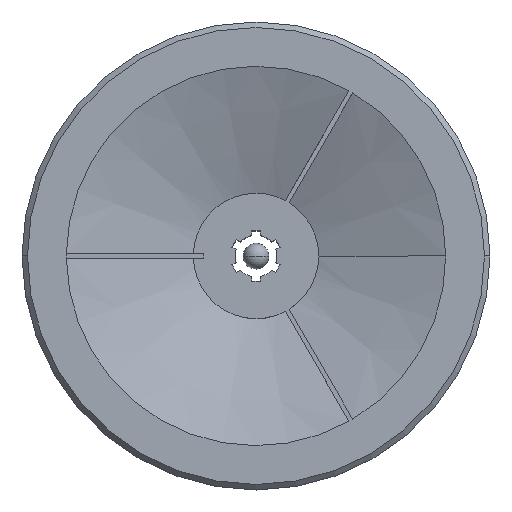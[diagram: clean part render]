
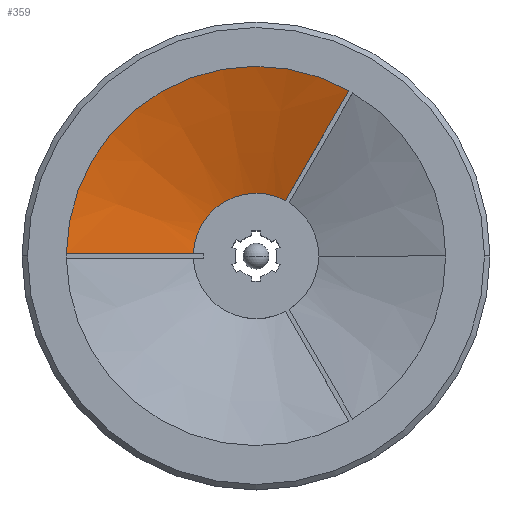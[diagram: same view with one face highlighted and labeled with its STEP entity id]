
A CAD part, top view. The second image highlights one B-rep face of the part: STEP entity #359.
In plain terms, the highlighted conical face has half-angle 70.032 degrees and reference radius 57.165 mm.
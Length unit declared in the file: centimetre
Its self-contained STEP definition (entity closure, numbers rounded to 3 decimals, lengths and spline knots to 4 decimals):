
#303 = CARTESIAN_POINT ( 'NONE',  ( -17.2877, 0.2, -21. ) ) ;
#336 = FACE_OUTER_BOUND ( 'NONE', #2315, .T. ) ;
#350 = VERTEX_POINT ( 'NONE', #6967 ) ;
#359 = ADVANCED_FACE ( 'NONE', ( #336 ), #6476, .F. ) ;
#630 = AXIS2_PLACEMENT_3D ( 'NONE', #4411, #4291, #1109 ) ;
#631 = VERTEX_POINT ( 'NONE', #8523 ) ;
#897 = EDGE_CURVE ( 'NONE', #6312, #350, #7174, .T. ) ;
#1109 = DIRECTION ( 'NONE',  ( 1., 0., 0. ) ) ;
#1323 = B_SPLINE_CURVE_WITH_KNOTS ( 'NONE', 3,
 ( #4132, #4728, #6673, #4820 ),
 .UNSPECIFIED., .F., .F.,
 ( 4, 4 ),
 ( 0.0971, 0.2203 ),
 .UNSPECIFIED. ) ;
#1360 = DIRECTION ( 'NONE',  ( 0., 0., 1. ) ) ;
#1990 = B_SPLINE_CURVE_WITH_KNOTS ( 'NONE', 3,
 ( #303, #4997, #7620, #2263 ),
 .UNSPECIFIED., .F., .F.,
 ( 4, 4 ),
 ( 0.0841, 0.2073 ),
 .UNSPECIFIED. ) ;
#2042 = EDGE_CURVE ( 'NONE', #6312, #4720, #1323, .T. ) ;
#2263 = CARTESIAN_POINT ( 'NONE',  ( -5.713, 0.2, -25.2046 ) ) ;
#2315 = EDGE_LOOP ( 'NONE', ( #6023, #7345, #2800, #2827 ) ) ;
#2515 = CIRCLE ( 'NONE', #5292, 5.7165 ) ;
#2800 = ORIENTED_EDGE ( 'NONE', *, *, #3461, .F. ) ;
#2827 = ORIENTED_EDGE ( 'NONE', *, *, #2042, .F. ) ;
#3461 = EDGE_CURVE ( 'NONE', #4720, #631, #2515, .T. ) ;
#3895 = CARTESIAN_POINT ( 'NONE',  ( 8.4706, 15.0716, -21. ) ) ;
#3920 = CARTESIAN_POINT ( 'NONE',  ( 0., 0., -21. ) ) ;
#3982 = DIRECTION ( 'NONE',  ( -1., 0., 0. ) ) ;
#4132 = CARTESIAN_POINT ( 'NONE',  ( 8.4706, 15.0716, -21. ) ) ;
#4291 = DIRECTION ( 'NONE',  ( 0., 0., 1. ) ) ;
#4411 = CARTESIAN_POINT ( 'NONE',  ( 0., 0., -25.2046 ) ) ;
#4720 = VERTEX_POINT ( 'NONE', #5533 ) ;
#4728 = CARTESIAN_POINT ( 'NONE',  ( 6.5416, 11.7303, -22.4017 ) ) ;
#4820 = CARTESIAN_POINT ( 'NONE',  ( 2.6833, 5.0476, -25.2046 ) ) ;
#4997 = CARTESIAN_POINT ( 'NONE',  ( -13.4295, 0.2, -22.4017 ) ) ;
#5292 = AXIS2_PLACEMENT_3D ( 'NONE', #8042, #7909, #3982 ) ;
#5533 = CARTESIAN_POINT ( 'NONE',  ( 2.6833, 5.0476, -25.2046 ) ) ;
#6023 = ORIENTED_EDGE ( 'NONE', *, *, #897, .T. ) ;
#6312 = VERTEX_POINT ( 'NONE', #3895 ) ;
#6476 = CONICAL_SURFACE ( 'NONE', #630, 5.7165, 1.222 ) ;
#6673 = CARTESIAN_POINT ( 'NONE',  ( 4.6125, 8.3891, -23.8036 ) ) ;
#6967 = CARTESIAN_POINT ( 'NONE',  ( -17.2877, 0.2, -21. ) ) ;
#7032 = AXIS2_PLACEMENT_3D ( 'NONE', #3920, #1360, #7209 ) ;
#7174 = CIRCLE ( 'NONE', #7032, 17.2888 ) ;
#7209 = DIRECTION ( 'NONE',  ( 1., 0., 0. ) ) ;
#7345 = ORIENTED_EDGE ( 'NONE', *, *, #8024, .T. ) ;
#7620 = CARTESIAN_POINT ( 'NONE',  ( -9.5714, 0.2, -23.8036 ) ) ;
#7909 = DIRECTION ( 'NONE',  ( 0., 0., 1. ) ) ;
#8024 = EDGE_CURVE ( 'NONE', #350, #631, #1990, .T. ) ;
#8042 = CARTESIAN_POINT ( 'NONE',  ( 0., 0., -25.2046 ) ) ;
#8523 = CARTESIAN_POINT ( 'NONE',  ( -5.713, 0.2, -25.2046 ) ) ;
